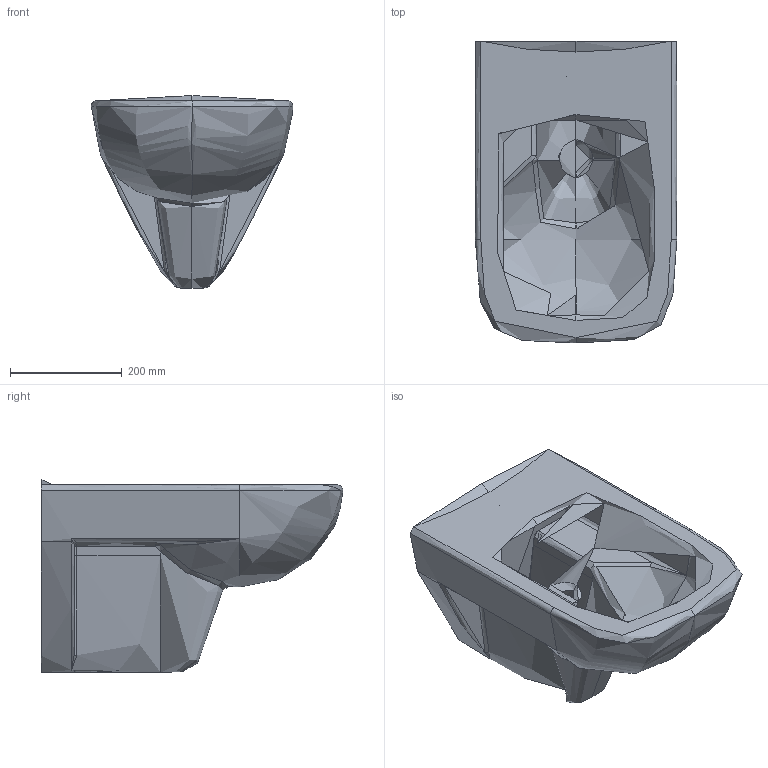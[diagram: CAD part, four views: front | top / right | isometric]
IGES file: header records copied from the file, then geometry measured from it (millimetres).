
Global section: file name: 232150000; native system: Autodesk Inventor 2018; preprocessor: unknown; author: JANAN; organization: Unknown; date: 20200706.105823; units: millimetre
Bounding box: 360 x 539.98 x 344.78 mm (x, y, z)
Volume: 54607451.2 mm3; surface area: 5543828.8 mm2
Topology: 1 solids, 1 shells, 91 faces, 252 edges, 159 vertices
Faces by surface type: bspline 91
